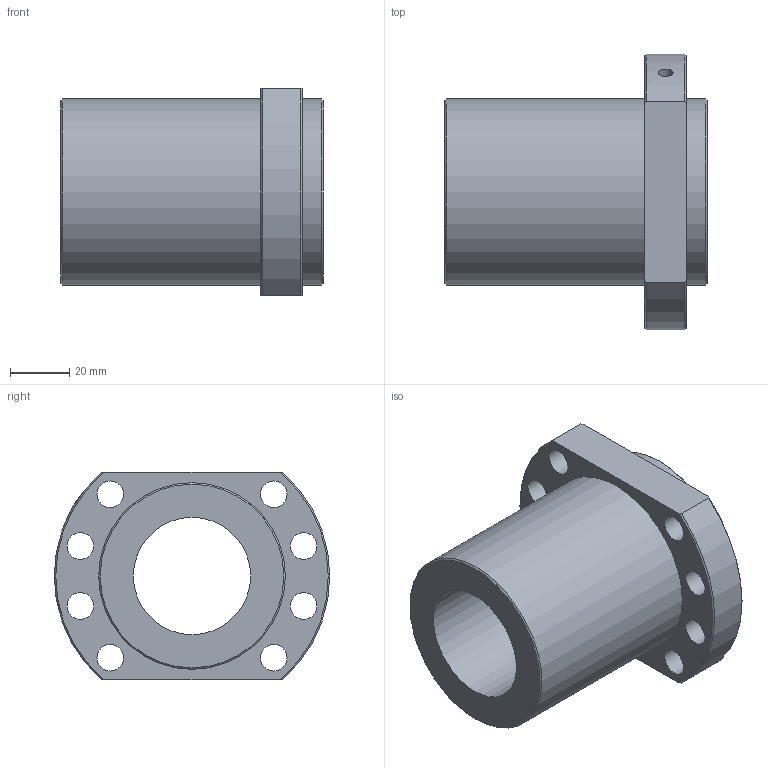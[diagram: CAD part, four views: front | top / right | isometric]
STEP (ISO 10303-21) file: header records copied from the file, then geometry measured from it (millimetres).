
FILE_DESCRIPTION (( 'STEP AP203' ), '1' );
FILE_NAME ('SDK4010.step', '2021-06-30T09:35:28', ( '' ), ( '' ), 'SwSTEP 2.0', 'SolidWorks 2020', '' );
FILE_SCHEMA (( 'CONFIG_CONTROL_DESIGN' ));
Length unit declared in the file: millimetre
Products named in the file (1): SDK4010
Bounding box: 88.5 x 93 x 70 mm (x, y, z)
Volume: 197089.9 mm3; surface area: 41200.2 mm2
Topology: 1 solids, 1 shells, 26 faces, 73 edges, 51 vertices
Faces by surface type: cylinder 14, plane 6, cone 6
Full cylindrical faces by diameter (mm): 5 x1, 9 x8, 39.6 x1, 63 x2
Entity records: 959 total; most frequent: CARTESIAN_POINT 267, DIRECTION 126, ORIENTED_EDGE 100, EDGE_LOOP 62, AXIS2_PLACEMENT_3D 59, EDGE_CURVE 50, VERTEX_POINT 42, FACE_OUTER_BOUND 38
